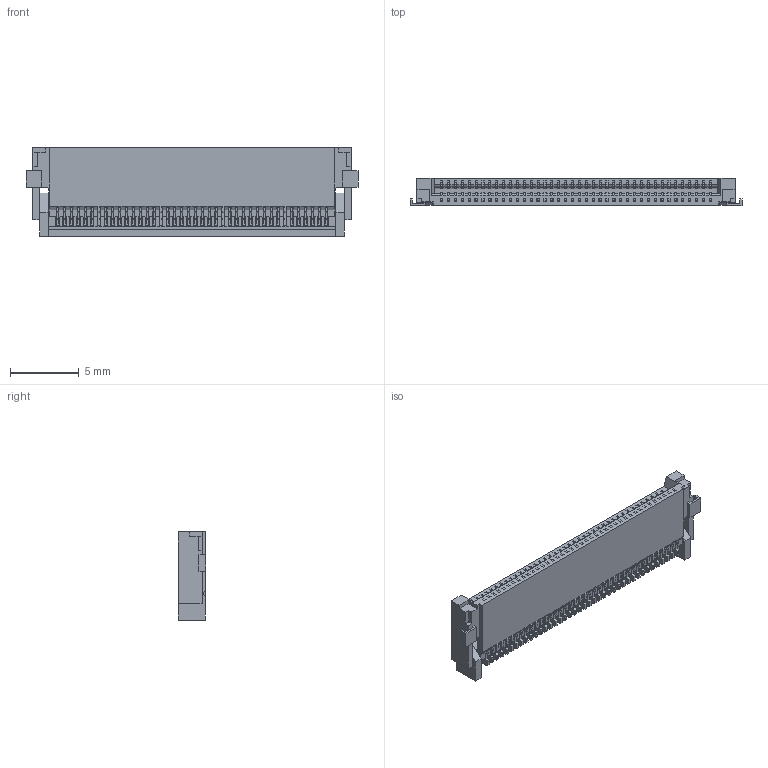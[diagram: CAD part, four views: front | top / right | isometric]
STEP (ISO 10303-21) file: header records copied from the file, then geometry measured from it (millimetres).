
FILE_DESCRIPTION(/* description */ ('STEP AP203'),/* implementation_level */ '2;1');
FILE_NAME(/* name */ 'XF3M_4015_1B',/* time_stamp */ '2021-04-03T14:48:52',/* author */ ('ƒIƒ€ƒ�ƒ“'),/* organization */ (''),/* preprocessor_version */ '5.0.0 (framework 5.0.0.202006301418)',/* originating_system */ 'IDA-STEP',/* authorization */ '');
FILE_SCHEMA(('AP242_MANAGED_MODEL_BASED_3D_ENGINEERING_MIM'));
Products named in the file (1): XF3M_4015_1B
Bounding box: 24.1 x 2 x 6.4 mm (x, y, z)
Volume: 183.2 mm3; surface area: 898.6 mm2
Topology: 1 solids, 1 shells, 2702 faces, 7639 edges, 4984 vertices
Faces by surface type: plane 2617, cylinder 85
Entity records: 85564 total; most frequent: CARTESIAN_POINT 15326, ORIENTED_EDGE 15278, DIRECTION 13215, EDGE_CURVE 7639, VECTOR 7469, LINE 7469, VERTEX_POINT 4984, AXIS2_PLACEMENT_3D 2873
